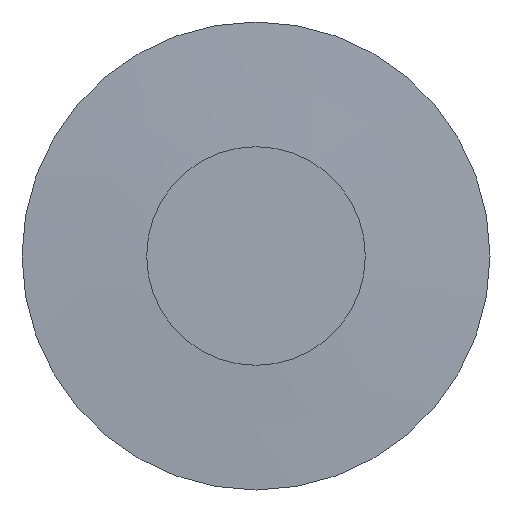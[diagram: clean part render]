
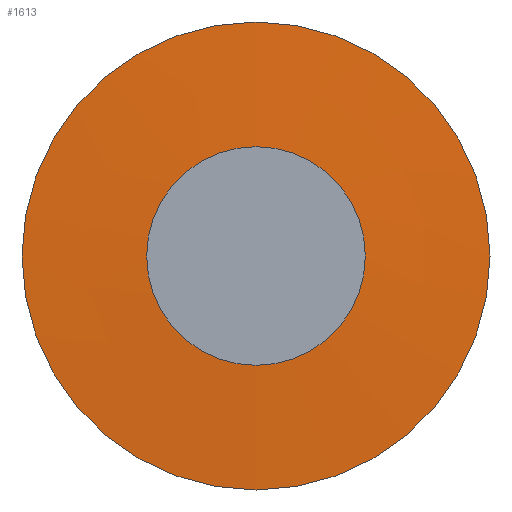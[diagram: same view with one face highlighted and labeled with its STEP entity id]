
A CAD part, front view. The second image highlights one B-rep face of the part: STEP entity #1613.
In plain terms, the highlighted conical face has half-angle 87.5 degrees and reference radius 20 mm.
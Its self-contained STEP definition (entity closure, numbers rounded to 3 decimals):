
#239 = EDGE_CURVE ( 'NONE', #397, #397, #631, .T. ) ;
#306 = ORIENTED_EDGE ( 'NONE', *, *, #239, .T. ) ;
#397 = VERTEX_POINT ( 'NONE', #408 ) ;
#405 = EDGE_LOOP ( 'NONE', ( #306 ) ) ;
#408 = CARTESIAN_POINT ( 'NONE',  ( 0., 0.995, -42.8 ) ) ;
#460 = CARTESIAN_POINT ( 'NONE',  ( 0., 0., 0. ) ) ;
#506 = DIRECTION ( 'NONE',  ( 0., 0., 1. ) ) ;
#631 = CIRCLE ( 'NONE', #1674, 42.8 ) ;
#701 = EDGE_LOOP ( 'NONE', ( #1277 ) ) ;
#712 = FACE_BOUND ( 'NONE', #701, .T. ) ;
#736 = DIRECTION ( 'NONE',  ( 0., -1., 0. ) ) ;
#765 = AXIS2_PLACEMENT_3D ( 'NONE', #1163, #736, #1029 ) ;
#818 = EDGE_CURVE ( 'NONE', #1530, #1530, #1513, .T. ) ;
#850 = CARTESIAN_POINT ( 'NONE',  ( 0., 0.995, 0. ) ) ;
#941 = CONICAL_SURFACE ( 'NONE', #1735, 20., 1.527 ) ;
#977 = CARTESIAN_POINT ( 'NONE',  ( 0., 0., -20. ) ) ;
#1029 = DIRECTION ( 'NONE',  ( 0., 0., -1. ) ) ;
#1163 = CARTESIAN_POINT ( 'NONE',  ( 0., 0., 0. ) ) ;
#1179 = DIRECTION ( 'NONE',  ( 0., 0., -1. ) ) ;
#1277 = ORIENTED_EDGE ( 'NONE', *, *, #818, .F. ) ;
#1422 = DIRECTION ( 'NONE',  ( 0., -1., 0. ) ) ;
#1513 = CIRCLE ( 'NONE', #765, 20. ) ;
#1530 = VERTEX_POINT ( 'NONE', #977 ) ;
#1601 = FACE_OUTER_BOUND ( 'NONE', #405, .T. ) ;
#1606 = DIRECTION ( 'NONE',  ( 0., 1., 0. ) ) ;
#1613 = ADVANCED_FACE ( 'NONE', ( #1601, #712 ), #941, .T. ) ;
#1674 = AXIS2_PLACEMENT_3D ( 'NONE', #850, #1422, #1179 ) ;
#1735 = AXIS2_PLACEMENT_3D ( 'NONE', #460, #1606, #506 ) ;
